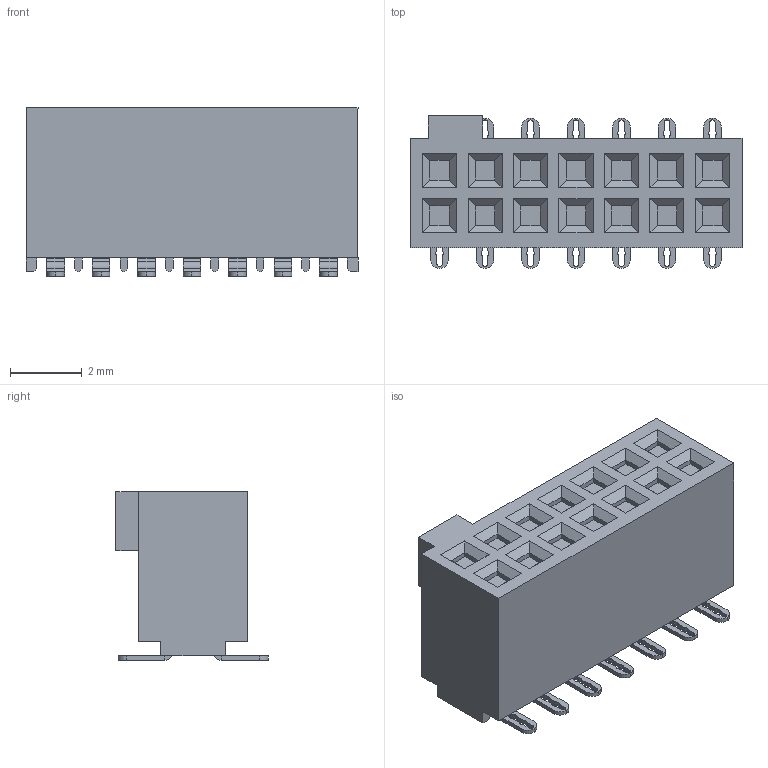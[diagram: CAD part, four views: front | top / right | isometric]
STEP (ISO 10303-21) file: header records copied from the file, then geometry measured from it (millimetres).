
FILE_DESCRIPTION( ('This file contains a STEP AP42 implementation' ,'as created by ZW3D STEP Interface translator.') ,'2;1' );
FILE_NAME( '3601-S014-A11MXXR01.stp' ,'24 417. 83238', (''), ('ZWCAD Software Co.'), 'Version 1.0', 'ZW3D to STEP translator', '' );
FILE_SCHEMA(('AUTOMOTIVE_DESIGN { 1 0 10303 214 1 1 1 1 }'));
Length unit declared in the file: millimetre
Products named in the file (2): 0; 3601-S014-A11MXXR01
Bounding box: 9.27 x 4.25 x 4.7 mm (x, y, z)
Volume: 118.7 mm3; surface area: 239.4 mm2
Topology: 1 solids, 1 shells, 874 faces, 2192 edges, 1368 vertices
Faces by surface type: plane 566, cylinder 308
Entity records: 26759 total; most frequent: DIRECTION 4558, CARTESIAN_POINT 4435, ORIENTED_EDGE 4384, EDGE_CURVE 2192, VECTOR 1576, LINE 1576, AXIS2_PLACEMENT_3D 1491, VERTEX_POINT 1368
